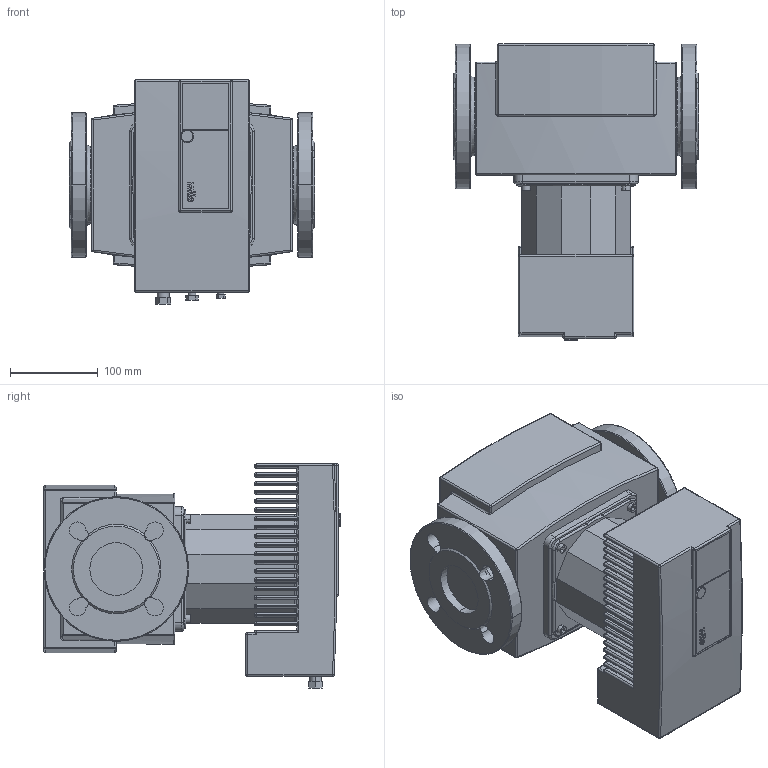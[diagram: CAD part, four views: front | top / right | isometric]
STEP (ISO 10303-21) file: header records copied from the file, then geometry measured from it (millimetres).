
FILE_DESCRIPTION((''),'2;1');
FILE_NAME('3d_Stratos-Z50_1-9-2090474.stp','2015-07-28T14:35:34',(''),(''),'Mechanical Desktop 2009','Mechanical Desktop 2009',', , ');
FILE_SCHEMA(('CONFIG_CONTROL_DESIGN'));
Length unit declared in the file: millimetre
Products named in the file (1): Product
Bounding box: 280 x 339 x 256 mm (x, y, z)
Volume: 12642650.7 mm3; surface area: 875323.7 mm2
Topology: 13 solids, 13 shells, 763 faces, 1879 edges, 1050 vertices
Faces by surface type: cylinder 299, plane 197, bspline 127, sphere 106, torus 34
Entity records: 23882 total; most frequent: CARTESIAN_POINT 6600, DIRECTION 3633, ORIENTED_EDGE 3546, EDGE_CURVE 1773, AXIS2_PLACEMENT_3D 1319, VERTEX_POINT 1050, VECTOR 995, LINE 995
